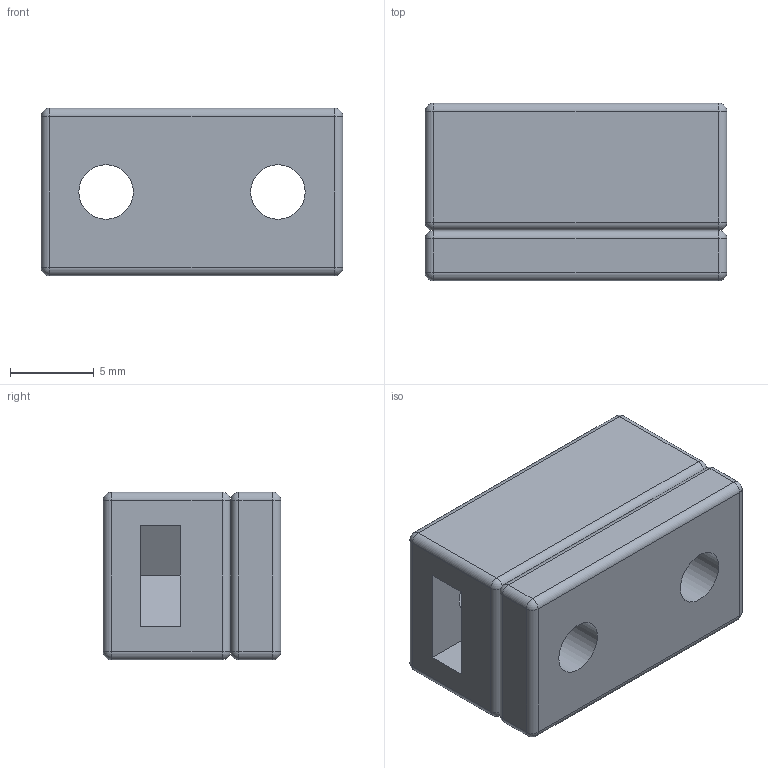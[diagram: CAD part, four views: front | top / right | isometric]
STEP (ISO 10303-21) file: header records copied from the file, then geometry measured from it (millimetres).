
FILE_DESCRIPTION(/* description */ (''),/* implementation_level */ '2;1');
FILE_NAME(/* name */ 'Belt Clip.step',/* time_stamp */ '2021-06-08T10:18:14-04:00',/* author */ (''),/* organization */ (''),/* preprocessor_version */ 'ST-DEVELOPER v18.1',/* originating_system */ 'Autodesk Translation Framework v10.9.0.1377',/* authorisation */ '');
FILE_SCHEMA (('AUTOMOTIVE_DESIGN { 1 0 10303 214 3 1 1 }'));
Length unit declared in the file: millimetre
Products named in the file (1): Belt Clip
Bounding box: 18 x 10.6 x 10 mm (x, y, z)
Volume: 1571.6 mm3; surface area: 1537.4 mm2
Topology: 2 solids, 2 shells, 70 faces, 144 edges, 80 vertices
Faces by surface type: cylinder 30, plane 24, sphere 16
Full cylindrical faces by diameter (mm): 3.25 x6
Entity records: 1860 total; most frequent: DIRECTION 346, CARTESIAN_POINT 295, ORIENTED_EDGE 288, EDGE_CURVE 144, AXIS2_PLACEMENT_3D 131, LINE 84, VECTOR 84, EDGE_LOOP 84
